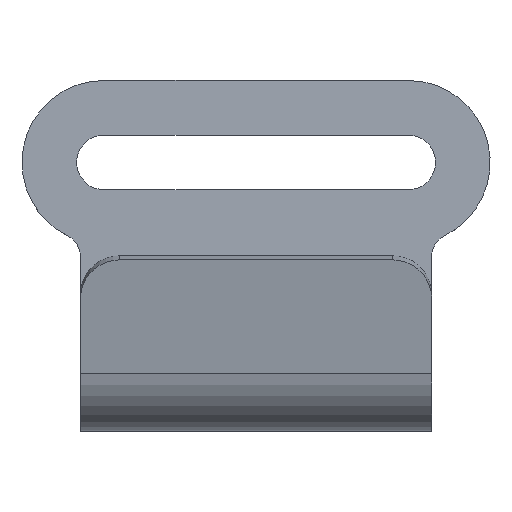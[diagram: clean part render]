
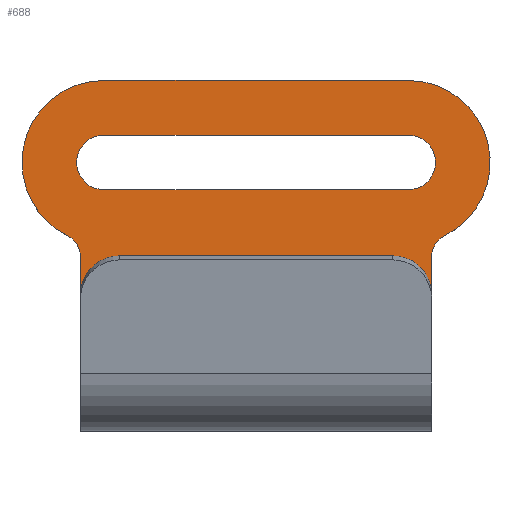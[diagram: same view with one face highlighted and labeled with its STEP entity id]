
A CAD part, top view. The second image highlights one B-rep face of the part: STEP entity #688.
In plain terms, the highlighted planar face has unit normal (0, 0, 1).
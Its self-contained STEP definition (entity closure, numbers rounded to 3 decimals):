
#6 = VERTEX_POINT ( 'NONE', #249 ) ;
#13 = VERTEX_POINT ( 'NONE', #257 ) ;
#14 = VERTEX_POINT ( 'NONE', #258 ) ;
#109 = PLANE ( 'NONE',  #618 ) ;
#110 = CARTESIAN_POINT ( 'NONE',  ( 30., 0., -6. ) ) ;
#111 = DIRECTION ( 'NONE',  ( 0., 0., -1. ) ) ;
#112 = DIRECTION ( 'NONE',  ( -1., 0., 0. ) ) ;
#140 = LINE ( 'NONE', #141, #603 ) ;
#141 = CARTESIAN_POINT ( 'NONE',  ( 30., 0., -6. ) ) ;
#142 = DIRECTION ( 'NONE',  ( -1., 0., 0. ) ) ;
#157 = CARTESIAN_POINT ( 'NONE',  ( -19.5, 25.5, -6. ) ) ;
#158 = DIRECTION ( 'NONE',  ( 0., 0., -1. ) ) ;
#159 = DIRECTION ( 'NONE',  ( -1., 0., 0. ) ) ;
#161 = LINE ( 'NONE', #162, #593 ) ;
#162 = CARTESIAN_POINT ( 'NONE',  ( 30., 36., -6. ) ) ;
#163 = DIRECTION ( 'NONE',  ( -1., 0., 0. ) ) ;
#172 = CARTESIAN_POINT ( 'NONE',  ( -19.5, 25.5, -6. ) ) ;
#173 = DIRECTION ( 'NONE',  ( 0., 0., -1. ) ) ;
#174 = DIRECTION ( 'NONE',  ( -1., 0., 0. ) ) ;
#187 = CARTESIAN_POINT ( 'NONE',  ( -25.5, 13.407, -6. ) ) ;
#197 = DIRECTION ( 'NONE',  ( 0., 0., -1. ) ) ;
#198 = DIRECTION ( 'NONE',  ( -1., 0., 0. ) ) ;
#199 = CARTESIAN_POINT ( 'NONE',  ( -19.5, 25.5, -6. ) ) ;
#206 = LINE ( 'NONE', #207, #579 ) ;
#207 = CARTESIAN_POINT ( 'NONE',  ( 22.5, 0., -6. ) ) ;
#208 = DIRECTION ( 'NONE',  ( 0., 1., 0. ) ) ;
#209 = DIRECTION ( 'NONE',  ( 0., 0., 1. ) ) ;
#214 = ORIENTED_EDGE ( 'NONE', *, *, #739, .T. ) ;
#215 = CARTESIAN_POINT ( 'NONE',  ( -19.5, 29., -6. ) ) ;
#218 = ORIENTED_EDGE ( 'NONE', *, *, #709, .T. ) ;
#223 = ORIENTED_EDGE ( 'NONE', *, *, #698, .F. ) ;
#226 = ORIENTED_EDGE ( 'NONE', *, *, #746, .T. ) ;
#228 = ORIENTED_EDGE ( 'NONE', *, *, #749, .T. ) ;
#230 = VERTEX_POINT ( 'NONE', #215 ) ;
#237 = VERTEX_POINT ( 'NONE', #461 ) ;
#241 = VERTEX_POINT ( 'NONE', #456 ) ;
#245 = VERTEX_POINT ( 'NONE', #464 ) ;
#248 = VERTEX_POINT ( 'NONE', #449 ) ;
#249 = CARTESIAN_POINT ( 'NONE',  ( -22.5, 13.407, -6. ) ) ;
#250 = ORIENTED_EDGE ( 'NONE', *, *, #705, .T. ) ;
#257 = CARTESIAN_POINT ( 'NONE',  ( 22.5, 13.407, -6. ) ) ;
#258 = CARTESIAN_POINT ( 'NONE',  ( 24.167, 16.094, -6. ) ) ;
#285 = CARTESIAN_POINT ( 'NONE',  ( 19.5, 22., -6. ) ) ;
#293 = DIRECTION ( 'NONE',  ( -1., 0., 0. ) ) ;
#306 = CARTESIAN_POINT ( 'NONE',  ( 25.5, 13.407, -6. ) ) ;
#307 = DIRECTION ( 'NONE',  ( 0., 0., -1. ) ) ;
#308 = DIRECTION ( 'NONE',  ( -1., 0., 0. ) ) ;
#315 = CARTESIAN_POINT ( 'NONE',  ( 19.5, 25.5, -6. ) ) ;
#316 = DIRECTION ( 'NONE',  ( 0., 0., 1. ) ) ;
#317 = DIRECTION ( 'NONE',  ( -1., 0., 0. ) ) ;
#324 = CARTESIAN_POINT ( 'NONE',  ( 19.5, 25.5, -6. ) ) ;
#331 = LINE ( 'NONE', #332, #431 ) ;
#332 = CARTESIAN_POINT ( 'NONE',  ( 19.5, 29., -6. ) ) ;
#333 = DIRECTION ( 'NONE',  ( 1., 0., 0. ) ) ;
#334 = DIRECTION ( 'NONE',  ( 0., 0., -1. ) ) ;
#335 = DIRECTION ( 'NONE',  ( -1., 0., 0. ) ) ;
#346 = LINE ( 'NONE', #347, #424 ) ;
#347 = CARTESIAN_POINT ( 'NONE',  ( 19.5, 22., -6. ) ) ;
#348 = DIRECTION ( 'NONE',  ( -1., 0., 0. ) ) ;
#366 = CARTESIAN_POINT ( 'NONE',  ( -19.5, 25.5, -6. ) ) ;
#367 = DIRECTION ( 'NONE',  ( 0., 0., 1. ) ) ;
#368 = DIRECTION ( 'NONE',  ( -1., 0., 0. ) ) ;
#375 = LINE ( 'NONE', #376, #435 ) ;
#376 = CARTESIAN_POINT ( 'NONE',  ( -22.5, 0., -6. ) ) ;
#377 = DIRECTION ( 'NONE',  ( 0., -1., 0. ) ) ;
#424 = VECTOR ( 'NONE', #348, 1000. ) ;
#431 = VECTOR ( 'NONE', #333, 1000. ) ;
#435 = VECTOR ( 'NONE', #377, 1000. ) ;
#438 = AXIS2_PLACEMENT_3D ( 'NONE', #366, #367, #368 ) ;
#449 = CARTESIAN_POINT ( 'NONE',  ( -23., 25.5, -6. ) ) ;
#455 = CARTESIAN_POINT ( 'NONE',  ( -19.5, 22., -6. ) ) ;
#456 = CARTESIAN_POINT ( 'NONE',  ( -24.167, 16.094, -6. ) ) ;
#461 = CARTESIAN_POINT ( 'NONE',  ( -19.5, 36., -6. ) ) ;
#464 = CARTESIAN_POINT ( 'NONE',  ( -30., 25.5, -6. ) ) ;
#466 = CARTESIAN_POINT ( 'NONE',  ( 19.5, 36., -6. ) ) ;
#476 = VERTEX_POINT ( 'NONE', #455 ) ;
#477 = VERTEX_POINT ( 'NONE', #466 ) ;
#502 = EDGE_LOOP ( 'NONE', ( #643, #637, #214, #218, #657 ) ) ;
#503 = EDGE_LOOP ( 'NONE', ( #638, #640, #654, #250, #642, #226, #645, #228, #223 ) ) ;
#532 = VERTEX_POINT ( 'NONE', #668 ) ;
#533 = VERTEX_POINT ( 'NONE', #669 ) ;
#534 = VERTEX_POINT ( 'NONE', #670 ) ;
#537 = VERTEX_POINT ( 'NONE', #285 ) ;
#566 = AXIS2_PLACEMENT_3D ( 'NONE', #324, #334, #335 ) ;
#573 = AXIS2_PLACEMENT_3D ( 'NONE', #315, #316, #317 ) ;
#579 = VECTOR ( 'NONE', #208, 1000. ) ;
#583 = AXIS2_PLACEMENT_3D ( 'NONE', #306, #307, #308 ) ;
#586 = AXIS2_PLACEMENT_3D ( 'NONE', #187, #197, #198 ) ;
#588 = AXIS2_PLACEMENT_3D ( 'NONE', #199, #209, #293 ) ;
#591 = AXIS2_PLACEMENT_3D ( 'NONE', #172, #173, #174 ) ;
#593 = VECTOR ( 'NONE', #163, 1000. ) ;
#602 = AXIS2_PLACEMENT_3D ( 'NONE', #157, #158, #159 ) ;
#603 = VECTOR ( 'NONE', #142, 1000. ) ;
#618 = AXIS2_PLACEMENT_3D ( 'NONE', #110, #111, #112 ) ;
#621 = FACE_OUTER_BOUND ( 'NONE', #503, .T. ) ;
#624 = FACE_BOUND ( 'NONE', #502, .T. ) ;
#637 = ORIENTED_EDGE ( 'NONE', *, *, #735, .T. ) ;
#638 = ORIENTED_EDGE ( 'NONE', *, *, #720, .T. ) ;
#640 = ORIENTED_EDGE ( 'NONE', *, *, #726, .T. ) ;
#642 = ORIENTED_EDGE ( 'NONE', *, *, #721, .T. ) ;
#643 = ORIENTED_EDGE ( 'NONE', *, *, #734, .T. ) ;
#645 = ORIENTED_EDGE ( 'NONE', *, *, #717, .T. ) ;
#654 = ORIENTED_EDGE ( 'NONE', *, *, #729, .T. ) ;
#657 = ORIENTED_EDGE ( 'NONE', *, *, #704, .T. ) ;
#668 = CARTESIAN_POINT ( 'NONE',  ( 19.5, 29., -6. ) ) ;
#669 = CARTESIAN_POINT ( 'NONE',  ( -22.5, 0., -6. ) ) ;
#670 = CARTESIAN_POINT ( 'NONE',  ( 22.5, 0., -6. ) ) ;
#688 = ADVANCED_FACE ( 'NONE', ( #624, #621 ), #109, .F. ) ;
#698 = EDGE_CURVE ( 'NONE', #534, #533, #140, .T. ) ;
#704 = EDGE_CURVE ( 'NONE', #248, #230, #756, .T. ) ;
#705 = EDGE_CURVE ( 'NONE', #477, #237, #161, .T. ) ;
#709 = EDGE_CURVE ( 'NONE', #476, #248, #760, .T. ) ;
#717 = EDGE_CURVE ( 'NONE', #241, #6, #762, .T. ) ;
#720 = EDGE_CURVE ( 'NONE', #534, #13, #206, .T. ) ;
#721 = EDGE_CURVE ( 'NONE', #237, #245, #763, .T. ) ;
#726 = EDGE_CURVE ( 'NONE', #13, #14, #766, .T. ) ;
#729 = EDGE_CURVE ( 'NONE', #14, #477, #769, .T. ) ;
#734 = EDGE_CURVE ( 'NONE', #230, #532, #331, .T. ) ;
#735 = EDGE_CURVE ( 'NONE', #532, #537, #772, .T. ) ;
#739 = EDGE_CURVE ( 'NONE', #537, #476, #346, .T. ) ;
#746 = EDGE_CURVE ( 'NONE', #245, #241, #776, .T. ) ;
#749 = EDGE_CURVE ( 'NONE', #6, #533, #375, .T. ) ;
#756 = CIRCLE ( 'NONE', #602, 3.5 ) ;
#760 = CIRCLE ( 'NONE', #591, 3.5 ) ;
#762 = CIRCLE ( 'NONE', #586, 3. ) ;
#763 = CIRCLE ( 'NONE', #588, 10.5 ) ;
#766 = CIRCLE ( 'NONE', #583, 3. ) ;
#769 = CIRCLE ( 'NONE', #573, 10.5 ) ;
#772 = CIRCLE ( 'NONE', #566, 3.5 ) ;
#776 = CIRCLE ( 'NONE', #438, 10.5 ) ;
